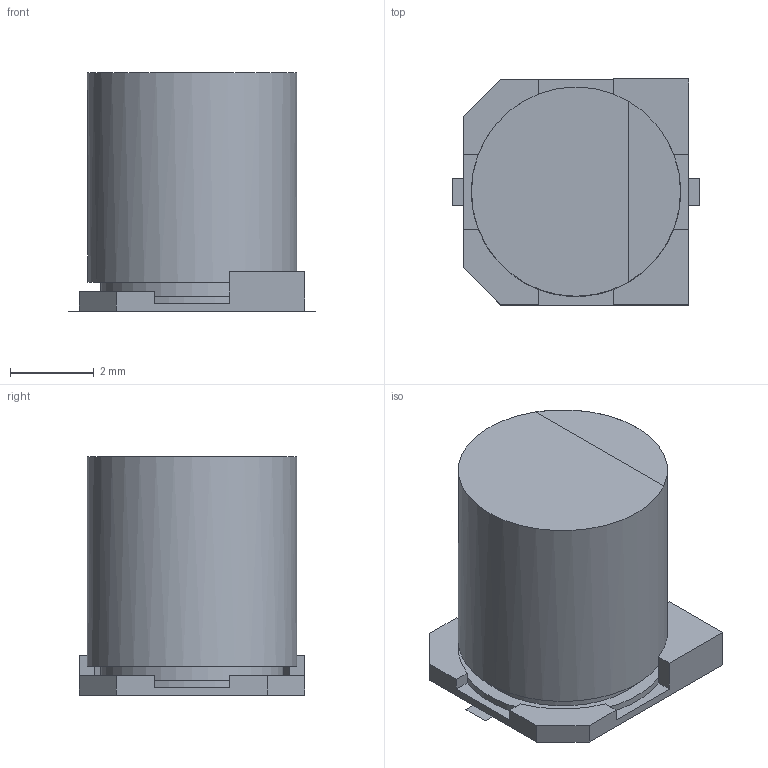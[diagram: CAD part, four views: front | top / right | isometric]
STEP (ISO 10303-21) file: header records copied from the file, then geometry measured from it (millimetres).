
FILE_DESCRIPTION(('Open CASCADE Model'),'2;1');
FILE_NAME('Open CASCADE Shape Model','2020-03-16T11:51:26',('Author'),( 'Open CASCADE'),'Open CASCADE STEP processor 6.8','Open CASCADE 6.8' ,'Unknown');
FILE_SCHEMA(('AUTOMOTIVE_DESIGN { 1 0 10303 214 1 1 1 1 }'));
Length unit declared in the file: millimetre
Products named in the file (10): PCB; Designator1; 6324044400; base; Open_CASCADE_STEP_translator_6.8_21.1.1; cylinder; Open_CASCADE_STEP_translator_6.8_21.2.1; mark; Open_CASCADE_STEP_translator_6.8_21.3.1; lead
Assembly tree (9 placements, depth 4):
  PCB
  Designator1
    6324044400
      base
        Open_CASCADE_STEP_translator_6.8_21.1.1
      cylinder
        Open_CASCADE_STEP_translator_6.8_21.2.1
      mark
        Open_CASCADE_STEP_translator_6.8_21.3.1
      lead  x2
Bounding box: 5.9 x 5.4 x 5.7 mm (x, y, z)
Volume: 115.7 mm3; surface area: 216.9 mm2
Topology: 4 solids, 5 shells, 74 faces, 165 edges, 102 vertices
Faces by surface type: plane 57, cylinder 17
Full cylindrical faces by diameter (mm): 4.375 x1, 5 x1
Entity records: 2075 total; most frequent: DIRECTION 352, CARTESIAN_POINT 325, ORIENTED_EDGE 303, EDGE_CURVE 153, AXIS2_PLACEMENT_3D 121, LINE 110, VECTOR 110, VERTEX_POINT 94
